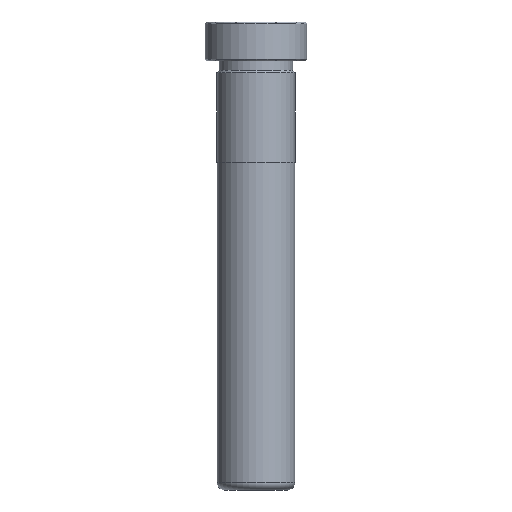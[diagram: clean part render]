
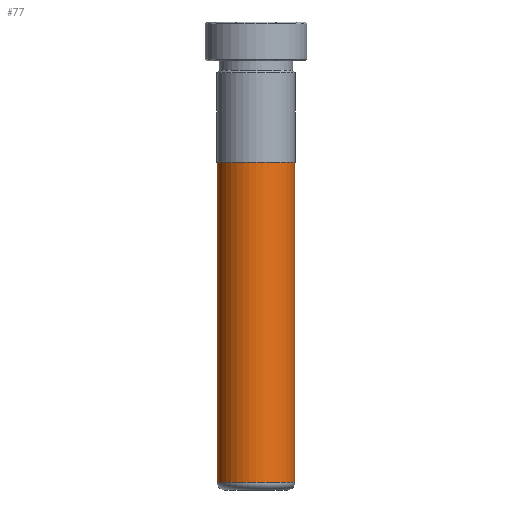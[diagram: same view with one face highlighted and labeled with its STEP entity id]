
A CAD part, front view. The second image highlights one B-rep face of the part: STEP entity #77.
In plain terms, the highlighted cylindrical face has radius 4.995 mm (diameter 9.99 mm), a partial arc.
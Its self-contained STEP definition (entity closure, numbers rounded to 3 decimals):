
#26 = CIRCLE ( 'NONE', #201, 4.995 ) ;
#27 = CIRCLE ( 'NONE', #1100, 4.995 ) ;
#77 = ADVANCED_FACE ( 'NONE', ( #97 ), #680, .T. ) ;
#97 = FACE_OUTER_BOUND ( 'NONE', #1188, .T. ) ;
#124 = AXIS2_PLACEMENT_3D ( 'NONE', #1160, #1200, #591 ) ;
#158 = EDGE_CURVE ( 'NONE', #1241, #896, #26, .T. ) ;
#174 = VERTEX_POINT ( 'NONE', #237 ) ;
#197 = ORIENTED_EDGE ( 'NONE', *, *, #158, .T. ) ;
#201 = AXIS2_PLACEMENT_3D ( 'NONE', #696, #1038, #343 ) ;
#237 = CARTESIAN_POINT ( 'NONE',  ( 4.995, 0., 42. ) ) ;
#253 = ORIENTED_EDGE ( 'NONE', *, *, #1325, .F. ) ;
#272 = ORIENTED_EDGE ( 'NONE', *, *, #379, .F. ) ;
#343 = DIRECTION ( 'NONE',  ( 1., 0., 0. ) ) ;
#379 = EDGE_CURVE ( 'NONE', #174, #896, #401, .T. ) ;
#396 = EDGE_CURVE ( 'NONE', #1444, #1241, #821, .T. ) ;
#401 = LINE ( 'NONE', #537, #1453 ) ;
#422 = DIRECTION ( 'NONE',  ( 0., 0., -1. ) ) ;
#502 = VECTOR ( 'NONE', #1009, 1000. ) ;
#525 = DIRECTION ( 'NONE',  ( 0., 0., 1. ) ) ;
#537 = CARTESIAN_POINT ( 'NONE',  ( 4.995, 0., 55. ) ) ;
#591 = DIRECTION ( 'NONE',  ( -1., 0., 0. ) ) ;
#680 = CYLINDRICAL_SURFACE ( 'NONE', #124, 4.995 ) ;
#696 = CARTESIAN_POINT ( 'NONE',  ( 0., 0., 1. ) ) ;
#757 = ORIENTED_EDGE ( 'NONE', *, *, #396, .T. ) ;
#821 = LINE ( 'NONE', #1464, #502 ) ;
#896 = VERTEX_POINT ( 'NONE', #1053 ) ;
#1009 = DIRECTION ( 'NONE',  ( 0., 0., -1. ) ) ;
#1016 = CARTESIAN_POINT ( 'NONE',  ( -4.995, 0., 42. ) ) ;
#1038 = DIRECTION ( 'NONE',  ( 0., 0., 1. ) ) ;
#1053 = CARTESIAN_POINT ( 'NONE',  ( 4.995, 0., 1. ) ) ;
#1098 = CARTESIAN_POINT ( 'NONE',  ( -4.995, 0., 1. ) ) ;
#1100 = AXIS2_PLACEMENT_3D ( 'NONE', #1227, #525, #1340 ) ;
#1160 = CARTESIAN_POINT ( 'NONE',  ( 0., 0., 55. ) ) ;
#1188 = EDGE_LOOP ( 'NONE', ( #272, #253, #757, #197 ) ) ;
#1200 = DIRECTION ( 'NONE',  ( 0., 0., -1. ) ) ;
#1227 = CARTESIAN_POINT ( 'NONE',  ( 0., 0., 42. ) ) ;
#1241 = VERTEX_POINT ( 'NONE', #1098 ) ;
#1325 = EDGE_CURVE ( 'NONE', #1444, #174, #27, .T. ) ;
#1340 = DIRECTION ( 'NONE',  ( 1., 0., 0. ) ) ;
#1444 = VERTEX_POINT ( 'NONE', #1016 ) ;
#1453 = VECTOR ( 'NONE', #422, 1000. ) ;
#1464 = CARTESIAN_POINT ( 'NONE',  ( -4.995, 0., 55. ) ) ;
